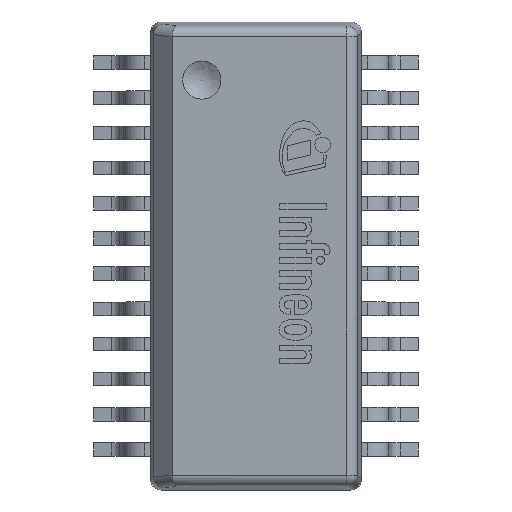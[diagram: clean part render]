
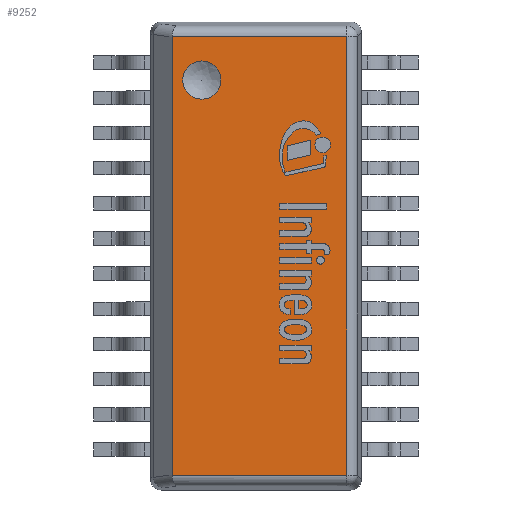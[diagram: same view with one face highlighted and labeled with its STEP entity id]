
A CAD part, top view. The second image highlights one B-rep face of the part: STEP entity #9252.
In plain terms, the highlighted planar face has unit normal (0, 0, 1).
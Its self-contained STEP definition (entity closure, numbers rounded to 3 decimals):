
#24=FACE_BOUND('',#1680,.T.);
#200=ELLIPSE('',#10028,0.284,0.2);
#201=ELLIPSE('',#10029,0.284,0.2);
#627=CIRCLE('',#10014,0.353);
#1148=FACE_OUTER_BOUND('',#1679,.T.);
#1679=EDGE_LOOP('',(#8278,#8279,#8280,#8281,#8282,#8283));
#1680=EDGE_LOOP('',(#8284));
#2614=LINE('',#15892,#3542);
#2615=LINE('',#15896,#3543);
#2616=LINE('',#15900,#3544);
#2617=LINE('',#15901,#3545);
#3542=VECTOR('',#12407,1000.);
#3543=VECTOR('',#12410,1000.);
#3544=VECTOR('',#12413,1000.);
#3545=VECTOR('',#12414,1000.);
#4385=VERTEX_POINT('',#15800);
#4411=VERTEX_POINT('',#15890);
#4412=VERTEX_POINT('',#15891);
#4413=VERTEX_POINT('',#15893);
#4414=VERTEX_POINT('',#15895);
#4415=VERTEX_POINT('',#15897);
#4416=VERTEX_POINT('',#15899);
#5677=EDGE_CURVE('',#4385,#4385,#627,.T.);
#5708=EDGE_CURVE('',#4411,#4412,#2614,.T.);
#5709=EDGE_CURVE('',#4412,#4413,#200,.T.);
#5710=EDGE_CURVE('',#4414,#4413,#2615,.T.);
#5711=EDGE_CURVE('',#4414,#4415,#201,.T.);
#5712=EDGE_CURVE('',#4415,#4416,#2616,.T.);
#5713=EDGE_CURVE('',#4416,#4411,#2617,.T.);
#8278=ORIENTED_EDGE('',*,*,#5708,.T.);
#8279=ORIENTED_EDGE('',*,*,#5709,.T.);
#8280=ORIENTED_EDGE('',*,*,#5710,.F.);
#8281=ORIENTED_EDGE('',*,*,#5711,.T.);
#8282=ORIENTED_EDGE('',*,*,#5712,.T.);
#8283=ORIENTED_EDGE('',*,*,#5713,.T.);
#8284=ORIENTED_EDGE('',*,*,#5677,.T.);
#8740=PLANE('',#10027);
#9252=ADVANCED_FACE('',(#1148,#24),#8740,.T.);
#10014=AXIS2_PLACEMENT_3D('',#15801,#12356,#12357);
#10027=AXIS2_PLACEMENT_3D('',#15889,#12405,#12406);
#10028=AXIS2_PLACEMENT_3D('',#15894,#12408,#12409);
#10029=AXIS2_PLACEMENT_3D('',#15898,#12411,#12412);
#12356=DIRECTION('center_axis',(0.,0.,-1.));
#12357=DIRECTION('ref_axis',(1.,0.,0.));
#12405=DIRECTION('center_axis',(0.,0.,1.));
#12406=DIRECTION('ref_axis',(0.,-1.,0.));
#12407=DIRECTION('',(-1.,0.,0.));
#12408=DIRECTION('center_axis',(0.,0.,
1.));
#12409=DIRECTION('ref_axis',(-0.99,0.139,0.));
#12410=DIRECTION('',(0.,1.,0.));
#12411=DIRECTION('center_axis',(0.,0.,
1.));
#12412=DIRECTION('ref_axis',(-0.99,-0.139,0.));
#12413=DIRECTION('',(1.,0.,0.));
#12414=DIRECTION('',(0.,1.,0.));
#15800=CARTESIAN_POINT('',(-1.353,3.25,1.7));
#15801=CARTESIAN_POINT('Origin',(-1.,3.25,1.7));
#15889=CARTESIAN_POINT('Origin',(0.,0.,1.7));
#15890=CARTESIAN_POINT('',(1.677,4.052,1.7));
#15891=CARTESIAN_POINT('',(-1.55,4.052,1.7));
#15892=CARTESIAN_POINT('',(-1.55,4.052,1.7));
#15893=CARTESIAN_POINT('',(-1.55,4.044,1.7));
#15894=CARTESIAN_POINT('Origin',(-1.267,4.024,1.7));
#15895=CARTESIAN_POINT('',(-1.55,-4.044,1.7));
#15896=CARTESIAN_POINT('',(-1.55,0.,1.7));
#15897=CARTESIAN_POINT('',(-1.55,-4.052,1.7));
#15898=CARTESIAN_POINT('Origin',(-1.267,-4.024,1.7));
#15899=CARTESIAN_POINT('',(1.677,-4.052,1.7));
#15900=CARTESIAN_POINT('',(1.851,-4.052,1.7));
#15901=CARTESIAN_POINT('',(1.677,4.226,1.7));
